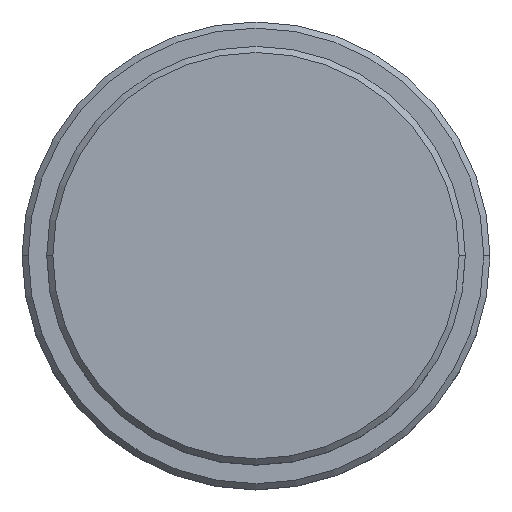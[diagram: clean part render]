
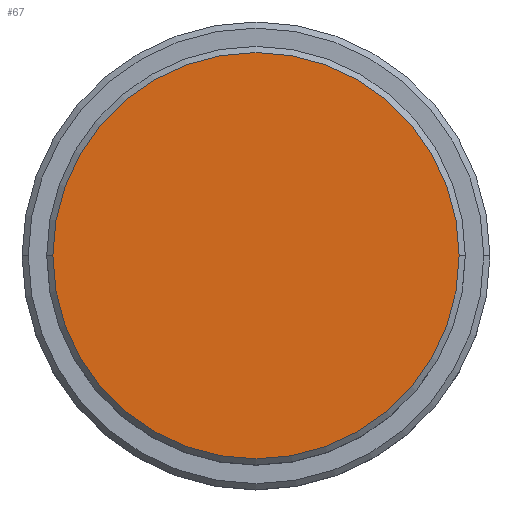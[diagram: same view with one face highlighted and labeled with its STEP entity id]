
A CAD part, top view. The second image highlights one B-rep face of the part: STEP entity #67.
In plain terms, the highlighted planar face has unit normal (0, 0, 1).
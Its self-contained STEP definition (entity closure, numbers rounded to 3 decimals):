
#67 = ADVANCED_FACE ( 'NONE', ( #726 ), #1152, .T. ) ;
#86 = AXIS2_PLACEMENT_3D ( 'NONE', #320, #306, #1075 ) ;
#172 = CIRCLE ( 'NONE', #725, 16.5 ) ;
#180 = DIRECTION ( 'NONE',  ( 1., 0., 0. ) ) ;
#190 = EDGE_CURVE ( 'NONE', #1355, #1365, #703, .T. ) ;
#267 = DIRECTION ( 'NONE',  ( 1., 0., 0. ) ) ;
#306 = DIRECTION ( 'NONE',  ( 0., 0., 1. ) ) ;
#314 = AXIS2_PLACEMENT_3D ( 'NONE', #1052, #593, #267 ) ;
#320 = CARTESIAN_POINT ( 'NONE',  ( 0., 0., 0. ) ) ;
#440 = CARTESIAN_POINT ( 'NONE',  ( 0., 0., 0. ) ) ;
#523 = ORIENTED_EDGE ( 'NONE', *, *, #1131, .T. ) ;
#593 = DIRECTION ( 'NONE',  ( 0., 0., 1. ) ) ;
#703 = CIRCLE ( 'NONE', #86, 16.5 ) ;
#725 = AXIS2_PLACEMENT_3D ( 'NONE', #440, #1395, #180 ) ;
#726 = FACE_OUTER_BOUND ( 'NONE', #1291, .T. ) ;
#892 = CARTESIAN_POINT ( 'NONE',  ( 16.5, 0., 0. ) ) ;
#904 = CARTESIAN_POINT ( 'NONE',  ( -16.5, 0., 0. ) ) ;
#1052 = CARTESIAN_POINT ( 'NONE',  ( 0., 0., 0. ) ) ;
#1075 = DIRECTION ( 'NONE',  ( 1., 0., 0. ) ) ;
#1091 = ORIENTED_EDGE ( 'NONE', *, *, #190, .T. ) ;
#1131 = EDGE_CURVE ( 'NONE', #1365, #1355, #172, .T. ) ;
#1152 = PLANE ( 'NONE',  #314 ) ;
#1291 = EDGE_LOOP ( 'NONE', ( #1091, #523 ) ) ;
#1355 = VERTEX_POINT ( 'NONE', #904 ) ;
#1365 = VERTEX_POINT ( 'NONE', #892 ) ;
#1395 = DIRECTION ( 'NONE',  ( 0., 0., 1. ) ) ;
